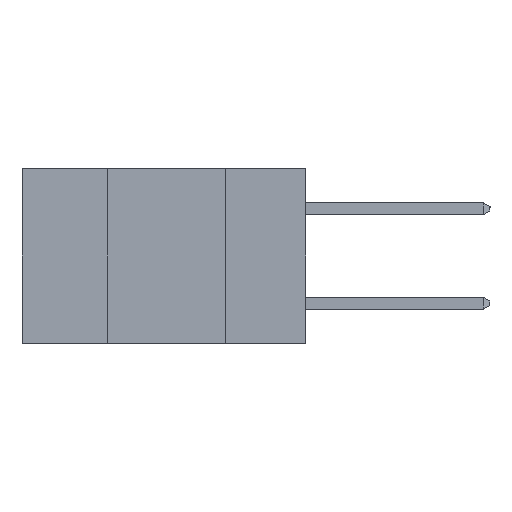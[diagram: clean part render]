
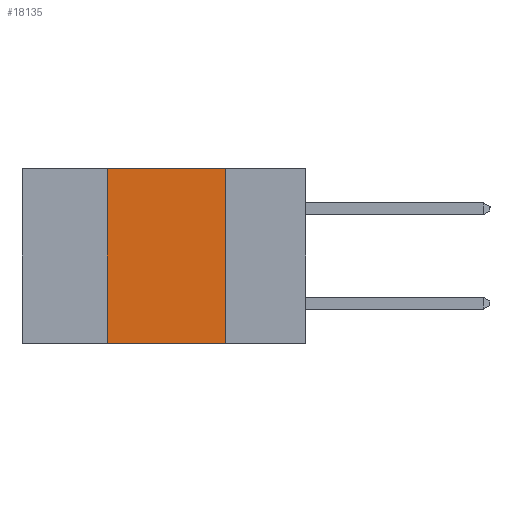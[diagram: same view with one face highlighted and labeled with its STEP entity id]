
A CAD part, left-side view. The second image highlights one B-rep face of the part: STEP entity #18135.
In plain terms, the highlighted planar face has unit normal (-1, 0, 0).
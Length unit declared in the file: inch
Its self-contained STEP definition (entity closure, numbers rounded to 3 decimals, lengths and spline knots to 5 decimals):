
#54 = LINE ( 'NONE', #10040, #12997 ) ;
#190 = DIRECTION ( 'NONE',  ( 0., -1., 0. ) ) ;
#225 = VERTEX_POINT ( 'NONE', #6714 ) ;
#272 = EDGE_CURVE ( 'NONE', #2538, #2541, #7917, .T. ) ;
#2307 = VECTOR ( 'NONE', #3875, 39.37008 ) ;
#2538 = VERTEX_POINT ( 'NONE', #17465 ) ;
#2541 = VERTEX_POINT ( 'NONE', #17579 ) ;
#2667 = DIRECTION ( 'NONE',  ( 0., 0., -1. ) ) ;
#3254 = VERTEX_POINT ( 'NONE', #11563 ) ;
#3875 = DIRECTION ( 'NONE',  ( 0., -1., 0. ) ) ;
#3896 = AXIS2_PLACEMENT_3D ( 'NONE', #15544, #6663, #2667 ) ;
#4058 = PLANE ( 'NONE',  #3896 ) ;
#5511 = CARTESIAN_POINT ( 'NONE',  ( 0., 0.6, 0. ) ) ;
#5709 = LINE ( 'NONE', #9994, #17560 ) ;
#5994 = ORIENTED_EDGE ( 'NONE', *, *, #272, .F. ) ;
#6110 = EDGE_CURVE ( 'NONE', #225, #3254, #54, .T. ) ;
#6663 = DIRECTION ( 'NONE',  ( 1., 0., 0. ) ) ;
#6714 = CARTESIAN_POINT ( 'NONE',  ( 0., 0.42, -0.37 ) ) ;
#7234 = DIRECTION ( 'NONE',  ( 0., 0., 1. ) ) ;
#7917 = LINE ( 'NONE', #10937, #15433 ) ;
#7937 = LINE ( 'NONE', #5511, #2307 ) ;
#8413 = ORIENTED_EDGE ( 'NONE', *, *, #6110, .F. ) ;
#9286 = ORIENTED_EDGE ( 'NONE', *, *, #10732, .T. ) ;
#9994 = CARTESIAN_POINT ( 'NONE',  ( 0., 0.6, -0.37 ) ) ;
#10040 = CARTESIAN_POINT ( 'NONE',  ( 0., 0.42, -0.37 ) ) ;
#10732 = EDGE_CURVE ( 'NONE', #225, #2541, #5709, .T. ) ;
#10937 = CARTESIAN_POINT ( 'NONE',  ( 0., 0.17, -0.37 ) ) ;
#11244 = FACE_OUTER_BOUND ( 'NONE', #14582, .T. ) ;
#11563 = CARTESIAN_POINT ( 'NONE',  ( 0., 0.42, 0. ) ) ;
#12997 = VECTOR ( 'NONE', #7234, 39.37008 ) ;
#13371 = ORIENTED_EDGE ( 'NONE', *, *, #15446, .F. ) ;
#14582 = EDGE_LOOP ( 'NONE', ( #5994, #13371, #8413, #9286 ) ) ;
#15230 = DIRECTION ( 'NONE',  ( 0., 0., -1. ) ) ;
#15433 = VECTOR ( 'NONE', #15230, 39.37008 ) ;
#15446 = EDGE_CURVE ( 'NONE', #3254, #2538, #7937, .T. ) ;
#15544 = CARTESIAN_POINT ( 'NONE',  ( 0., 0.6, 0. ) ) ;
#17465 = CARTESIAN_POINT ( 'NONE',  ( 0., 0.17, 0. ) ) ;
#17560 = VECTOR ( 'NONE', #190, 39.37008 ) ;
#17579 = CARTESIAN_POINT ( 'NONE',  ( 0., 0.17, -0.37 ) ) ;
#18135 = ADVANCED_FACE ( 'NONE', ( #11244 ), #4058, .F. ) ;
